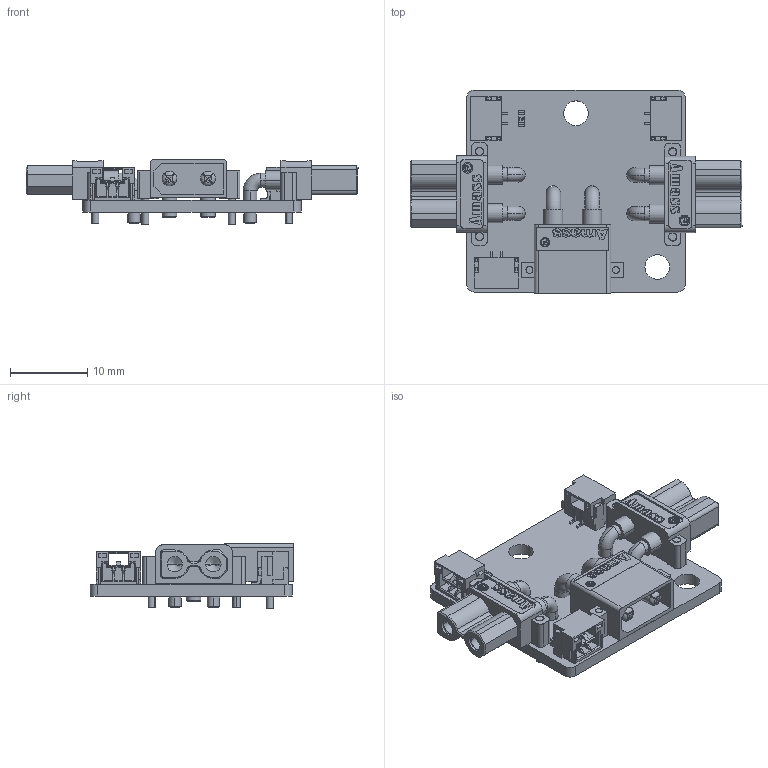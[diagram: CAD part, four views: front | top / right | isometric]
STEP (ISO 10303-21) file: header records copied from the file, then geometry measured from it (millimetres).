
FILE_DESCRIPTION(('Open CASCADE Model'),'2;1');
FILE_NAME('Open CASCADE Shape Model','2024-12-28T20:27:14',('Author'),( 'Open CASCADE'),'Open CASCADE STEP processor 7.5','Open CASCADE 7.5' ,'Unknown');
FILE_SCHEMA(('AUTOMOTIVE_DESIGN { 1 0 10303 214 1 1 1 1 }'));
Length unit declared in the file: millimetre
Products named in the file (20): PCB; Board; Open CASCADE STEP translator 7.5 2.1.1; R1; 0603_R; 7942959344; Extruded; P6; XT30PW-30 3D DRAWING (1); XT30PW_ZP_1_ASM.step; MR30PW-F20__V01.step; XT30PW-F_SJ.step; XT30__-_3____.step; P5; P4; Amass_XT30PW-M_pcb solder; P3; SM02B; P2; P1
Assembly tree (25 placements, depth 5):
  PCB
    Board
      Open CASCADE STEP translator 7.5 2.1.1
    R1
      0603_R
      7942959344  x2
        Extruded
    P6
      XT30PW-30 3D DRAWING (1)
        XT30PW_ZP_1_ASM.step
          MR30PW-F20__V01.step  x2
          XT30PW-F_SJ.step
          XT30__-_3____.step  x2
    P5
      XT30PW-30 3D DRAWING (1)
        XT30PW_ZP_1_ASM.step
          MR30PW-F20__V01.step  x2
          XT30PW-F_SJ.step
          XT30__-_3____.step  x2
    P4
      Amass_XT30PW-M_pcb solder
    P3
      SM02B
    P2
      SM02B
    P1
      SM02B
Bounding box: 43.04 x 26.42 x 8.45 mm (x, y, z)
Volume: 2292.6 mm3; surface area: 5302.8 mm2
Topology: 18 solids, 18 shells, 2140 faces, 5555 edges, 3650 vertices
Faces by surface type: plane 1435, cylinder 476, bspline 124, cone 82, torus 10, revolution 8, extrusion 5
Full cylindrical faces by diameter (mm): 0.9 x4, 1.05 x6, 1.85 x6, 1.9 x2, 2.5 x2, 3.2 x2
Entity records: 43359 total; most frequent: CARTESIAN_POINT 13367, ORIENTED_EDGE 5480, DIRECTION 4845, EDGE_CURVE 2740, VECTOR 1831, LINE 1826, VERTEX_POINT 1809, AXIS2_PLACEMENT_3D 1503
